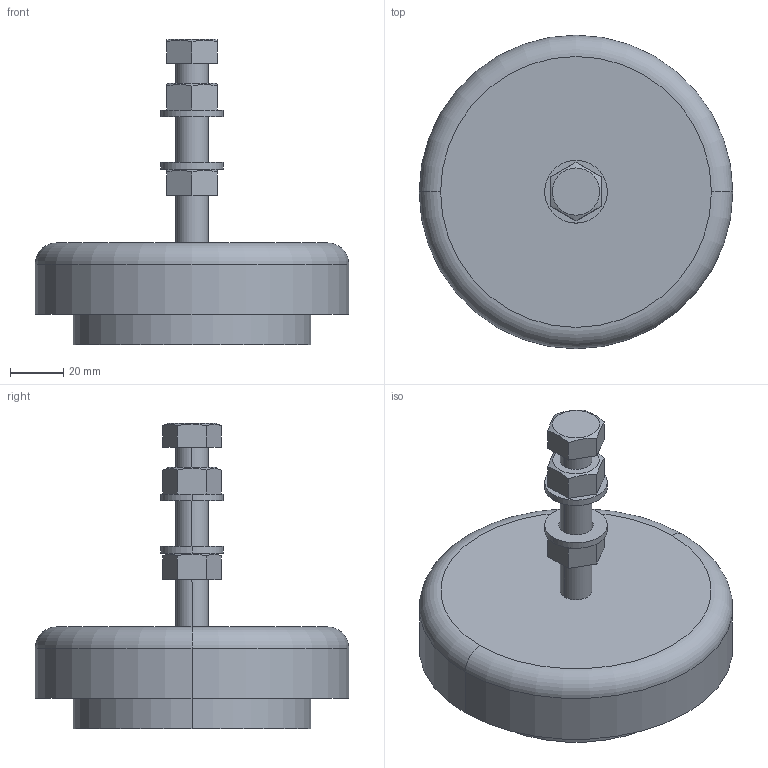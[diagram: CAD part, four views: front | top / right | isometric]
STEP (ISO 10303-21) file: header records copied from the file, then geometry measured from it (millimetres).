
FILE_DESCRIPTION((''),'2;1');
FILE_NAME('13FF8113.stp','2015-07-15T08:20:43',(''),(''),'Mechanical Desktop 2011','Mechanical Desktop 2011',', , ');
FILE_SCHEMA(('AUTOMOTIVE_DESIGN { 1 2 10303 214 1 1 1 1 }'));
Length unit declared in the file: inch
Products named in the file (2): Product; *U1
Bounding box: 117.27 x 117.27 x 114.3 mm (x, y, z)
Volume: 369719.6 mm3; surface area: 53974.1 mm2
Topology: 7 solids, 7 shells, 59 faces, 130 edges, 86 vertices
Faces by surface type: plane 33, cylinder 18, cone 6, torus 2
Entity records: 1708 total; most frequent: CARTESIAN_POINT 337, DIRECTION 274, ORIENTED_EDGE 260, EDGE_CURVE 130, AXIS2_PLACEMENT_3D 107, VERTEX_POINT 86, EDGE_LOOP 68, VECTOR 60
